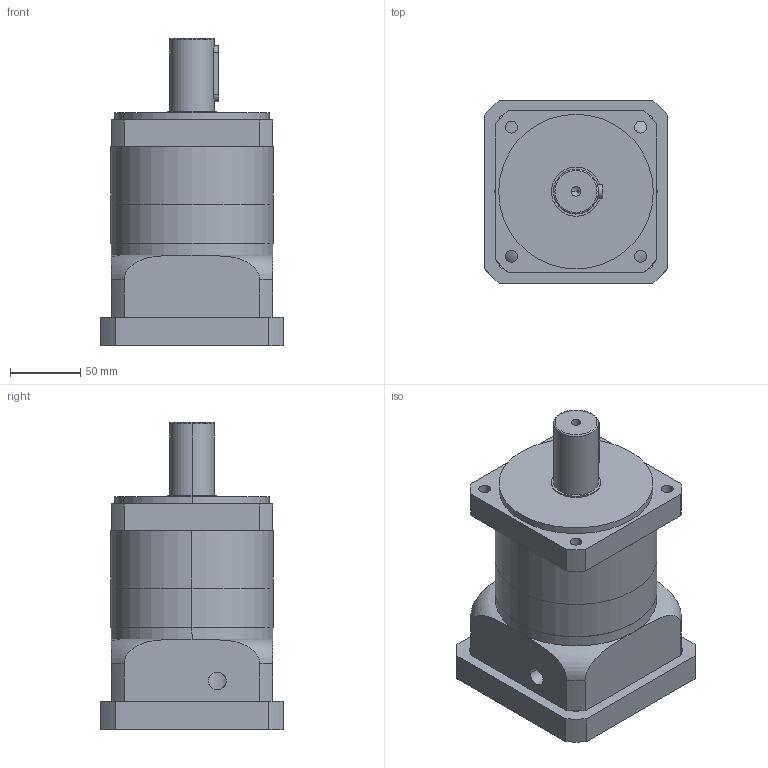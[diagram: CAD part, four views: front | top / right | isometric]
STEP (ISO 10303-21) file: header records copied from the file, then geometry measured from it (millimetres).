
FILE_DESCRIPTION (( 'STEP AP214' ), '1' );
FILE_NAME ('DH120-L2-XX-22-110-145-M8_2019.STEP', '2019-03-14T01:36:01', ( 'Y' ), ( 'NCU' ), 'SwSTEP 2.0', 'SolidWorks 2016', '' );
FILE_SCHEMA (( 'AUTOMOTIVE_DESIGN' ));
Length unit declared in the file: millimetre
Products named in the file (1): DH120-L2-XX-22-110-145-M8_2019
Bounding box: 130 x 130 x 218.5 mm (x, y, z)
Volume: 1851925 mm3; surface area: 204310.6 mm2
Topology: 5 solids, 15 shells, 262 faces, 577 edges, 368 vertices
Faces by surface type: cylinder 129, plane 109, cone 18, torus 6
Entity records: 8891 total; most frequent: CARTESIAN_POINT 1874, DIRECTION 1350, ORIENTED_EDGE 1134, EDGE_CURVE 567, AXIS2_PLACEMENT_3D 540, VERTEX_POINT 368, EDGE_LOOP 315, CIRCLE 277
